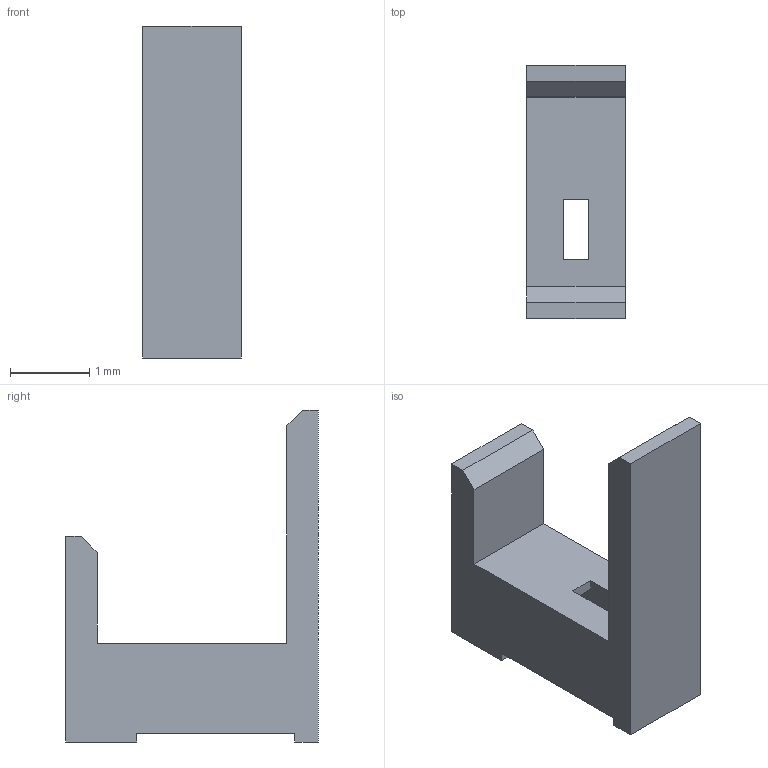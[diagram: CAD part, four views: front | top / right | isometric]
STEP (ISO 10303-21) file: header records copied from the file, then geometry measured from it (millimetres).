
FILE_DESCRIPTION (( 'STEP AP214' ), '1' );
FILE_NAME ('SMT-RA-REP.STEP', '2024-05-09T10:45:47', ( '' ), ( '' ), 'SwSTEP 2.0', 'SolidWorks 2024', '' );
FILE_SCHEMA (( 'AUTOMOTIVE_DESIGN' ));
Length unit declared in the file: millimetre
Products named in the file (1): SMT-RA-REP
Bounding box: 1.25 x 3.2 x 4.2 mm (x, y, z)
Volume: 6.3 mm3; surface area: 36 mm2
Topology: 1 solids, 1 shells, 42 faces, 116 edges, 76 vertices
Faces by surface type: plane 42
Entity records: 1335 total; most frequent: CARTESIAN_POINT 235, ORIENTED_EDGE 232, DIRECTION 202, VECTOR 116, EDGE_CURVE 116, LINE 116, VERTEX_POINT 76, EDGE_LOOP 44
